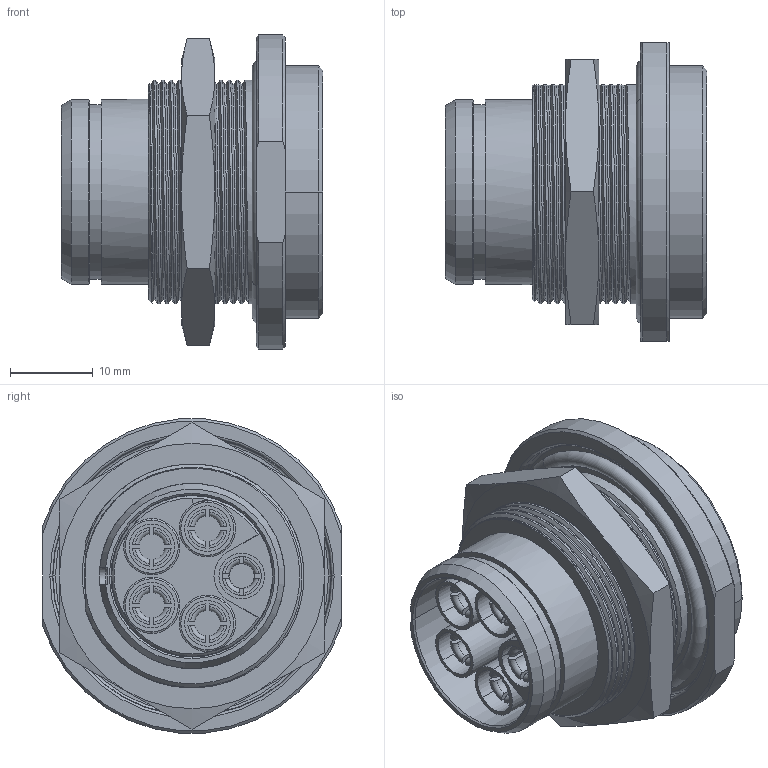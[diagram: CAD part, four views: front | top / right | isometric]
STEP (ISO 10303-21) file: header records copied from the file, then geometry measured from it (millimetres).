
FILE_DESCRIPTION((''),'2;1');
FILE_NAME('1331EVR405FS','2024-08-23T08:35:48',('paultorloting'),('NET AG system integration'),'CREO PARAMETRIC BY PTC INC, 2021404','CREO PARAMETRIC BY PTC INC, 2021404','');
FILE_SCHEMA(('AUTOMOTIVE_DESIGN { 1 0 10303 214 1 1 1 1 }'));
Length unit declared in the file: millimetre
Products named in the file (1): 1331EVR405FS
Bounding box: 31.5 x 36 x 37.87 mm (x, y, z)
Volume: 13478.8 mm3; surface area: 14120 mm2
Topology: 1 solids, 1 shells, 505 faces, 1266 edges, 807 vertices
Faces by surface type: cylinder 187, plane 159, torus 58, cone 57, bspline 44
Entity records: 32543 total; most frequent: CARTESIAN_POINT 18116, ORIENTED_EDGE 2532, DIRECTION 2361, EDGE_CURVE 1266, AXIS2_PLACEMENT_3D 949, VERTEX_POINT 807, EDGE_LOOP 569, FACE_OUTER_BOUND 505
